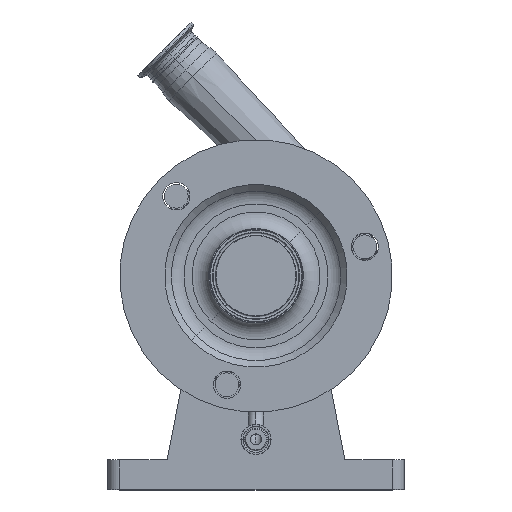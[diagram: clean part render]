
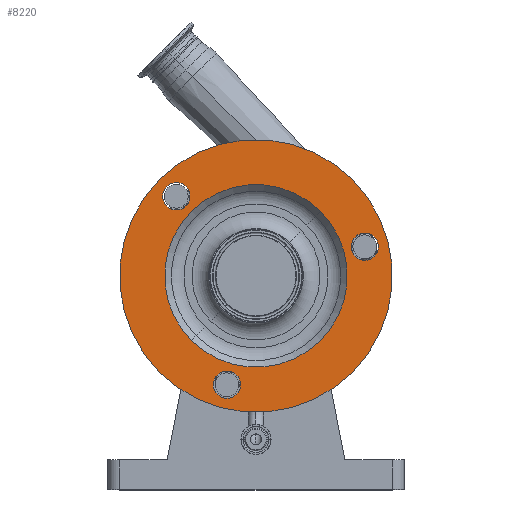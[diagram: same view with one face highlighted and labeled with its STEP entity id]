
A CAD part, top view. The second image highlights one B-rep face of the part: STEP entity #8220.
In plain terms, the highlighted planar face has unit normal (0, 0, 1).
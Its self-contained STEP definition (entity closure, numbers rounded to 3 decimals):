
#819 = CARTESIAN_POINT ( 'NONE',  ( -75.307, 59.043, 215. ) ) ;
#820 = CARTESIAN_POINT ( 'NONE',  ( -35.696, -88.787, 215. ) ) ;
#825 = CARTESIAN_POINT ( 'NONE',  ( -13.48, -94.739, 215. ) ) ;
#959 = CARTESIAN_POINT ( 'NONE',  ( 81.317, 81.317, 215. ) ) ;
#1017 = CIRCLE ( 'NONE', #1079, 11.5 ) ;
#1068 = DIRECTION ( 'NONE',  ( 0.707, 0.707, 0. ) ) ;
#1069 = DIRECTION ( 'NONE',  ( 0., 0., 1. ) ) ;
#1070 = CIRCLE ( 'NONE', #1091, 11.5 ) ;
#1071 = CARTESIAN_POINT ( 'NONE',  ( -81.317, -81.317, 215. ) ) ;
#1077 = CARTESIAN_POINT ( 'NONE',  ( -59.043, 75.307, 215. ) ) ;
#1078 = CARTESIAN_POINT ( 'NONE',  ( -67.175, 67.175, 215. ) ) ;
#1079 = AXIS2_PLACEMENT_3D ( 'NONE', #1078, #1069, #1068 ) ;
#1089 = DIRECTION ( 'NONE',  ( -0.966, 0.259, 0. ) ) ;
#1090 = DIRECTION ( 'NONE',  ( 0., 0., 1. ) ) ;
#1091 = AXIS2_PLACEMENT_3D ( 'NONE', #1104, #1090, #1089 ) ;
#1094 = AXIS2_PLACEMENT_3D ( 'NONE', #1148, #1147, #1145 ) ;
#1095 = CARTESIAN_POINT ( 'NONE',  ( -54.447, -54.447, 215. ) ) ;
#1104 = CARTESIAN_POINT ( 'NONE',  ( -24.588, -91.763, 215. ) ) ;
#1119 = CIRCLE ( 'NONE', #1094, 77. ) ;
#1130 = CARTESIAN_POINT ( 'NONE',  ( 54.447, 54.447, 215. ) ) ;
#1145 = DIRECTION ( 'NONE',  ( 0.707, 0.707, 0. ) ) ;
#1147 = DIRECTION ( 'NONE',  ( 0., 0., 1. ) ) ;
#1148 = CARTESIAN_POINT ( 'NONE',  ( 0., 0., 215. ) ) ;
#1239 = DIRECTION ( 'NONE',  ( 0.707, 0.707, 0. ) ) ;
#1240 = DIRECTION ( 'NONE',  ( 0., 0., 1. ) ) ;
#1247 = CIRCLE ( 'NONE', #1248, 115. ) ;
#1248 = AXIS2_PLACEMENT_3D ( 'NONE', #1251, #1240, #1239 ) ;
#1251 = CARTESIAN_POINT ( 'NONE',  ( 0., 0., 215. ) ) ;
#1705 = CARTESIAN_POINT ( 'NONE',  ( 94.739, 13.48, 215. ) ) ;
#1728 = CARTESIAN_POINT ( 'NONE',  ( 88.787, 35.696, 215. ) ) ;
#1740 = DIRECTION ( 'NONE',  ( 0.259, -0.966, 0. ) ) ;
#1741 = DIRECTION ( 'NONE',  ( 0., 0., 1. ) ) ;
#1742 = CARTESIAN_POINT ( 'NONE',  ( 91.763, 24.588, 215. ) ) ;
#1757 = AXIS2_PLACEMENT_3D ( 'NONE', #1742, #1741, #1740 ) ;
#1761 = CIRCLE ( 'NONE', #1757, 11.5 ) ;
#4958 = ORIENTED_EDGE ( 'NONE', *, *, #24111, .F. ) ;
#7119 = EDGE_CURVE ( 'NONE', #23932, #23911, #15612, .T. ) ;
#7188 = EDGE_LOOP ( 'NONE', ( #11364, #4958 ) ) ;
#7244 = ORIENTED_EDGE ( 'NONE', *, *, #23951, .T. ) ;
#7360 = EDGE_CURVE ( 'NONE', #24102, #24096, #15553, .T. ) ;
#7365 = EDGE_LOOP ( 'NONE', ( #8883, #9059 ) ) ;
#7370 = EDGE_LOOP ( 'NONE', ( #7244, #9123 ) ) ;
#7404 = ORIENTED_EDGE ( 'NONE', *, *, #7530, .F. ) ;
#7411 = EDGE_LOOP ( 'NONE', ( #7520, #7680 ) ) ;
#7420 = EDGE_CURVE ( 'NONE', #23895, #23869, #15586, .T. ) ;
#7451 = EDGE_LOOP ( 'NONE', ( #7404, #7667 ) ) ;
#7520 = ORIENTED_EDGE ( 'NONE', *, *, #8180, .F. ) ;
#7530 = EDGE_CURVE ( 'NONE', #23891, #23823, #15642, .T. ) ;
#7667 = ORIENTED_EDGE ( 'NONE', *, *, #23889, .F. ) ;
#7680 = ORIENTED_EDGE ( 'NONE', *, *, #23907, .F. ) ;
#8180 = EDGE_CURVE ( 'NONE', #23822, #23819, #15632, .T. ) ;
#8220 = ADVANCED_FACE ( 'NONE', ( #15649, #15721, #15718, #15717, #15716 ), #15720, .F. ) ;
#8883 = ORIENTED_EDGE ( 'NONE', *, *, #7119, .F. ) ;
#9059 = ORIENTED_EDGE ( 'NONE', *, *, #23912, .F. ) ;
#9123 = ORIENTED_EDGE ( 'NONE', *, *, #7420, .T. ) ;
#11364 = ORIENTED_EDGE ( 'NONE', *, *, #7360, .F. ) ;
#15553 = CIRCLE ( 'NONE', #15596, 11.5 ) ;
#15570 = CARTESIAN_POINT ( 'NONE',  ( 0., 0., 215. ) ) ;
#15584 = AXIS2_PLACEMENT_3D ( 'NONE', #15595, #15647, #15646 ) ;
#15586 = CIRCLE ( 'NONE', #15584, 115. ) ;
#15588 = DIRECTION ( 'NONE',  ( 0.259, -0.966, 0. ) ) ;
#15589 = DIRECTION ( 'NONE',  ( 0., 0., 1. ) ) ;
#15591 = CARTESIAN_POINT ( 'NONE',  ( 91.763, 24.588, 215. ) ) ;
#15595 = CARTESIAN_POINT ( 'NONE',  ( 0., 0., 215. ) ) ;
#15596 = AXIS2_PLACEMENT_3D ( 'NONE', #15591, #15589, #15588 ) ;
#15601 = DIRECTION ( 'NONE',  ( 0.707, 0.707, 0. ) ) ;
#15602 = DIRECTION ( 'NONE',  ( 0., 0., 1. ) ) ;
#15606 = AXIS2_PLACEMENT_3D ( 'NONE', #15570, #15602, #15601 ) ;
#15612 = CIRCLE ( 'NONE', #15606, 77. ) ;
#15623 = CARTESIAN_POINT ( 'NONE',  ( -24.588, -91.763, 215. ) ) ;
#15626 = CARTESIAN_POINT ( 'NONE',  ( -27.577, 27.577, 215. ) ) ;
#15632 = CIRCLE ( 'NONE', #15654, 11.5 ) ;
#15638 = DIRECTION ( 'NONE',  ( 0.707, 0.707, 0. ) ) ;
#15639 = DIRECTION ( 'NONE',  ( 0., 0., 1. ) ) ;
#15640 = CARTESIAN_POINT ( 'NONE',  ( -67.175, 67.175, 215. ) ) ;
#15641 = AXIS2_PLACEMENT_3D ( 'NONE', #15640, #15639, #15638 ) ;
#15642 = CIRCLE ( 'NONE', #15641, 11.5 ) ;
#15646 = DIRECTION ( 'NONE',  ( 0.707, 0.707, 0. ) ) ;
#15647 = DIRECTION ( 'NONE',  ( 0., 0., 1. ) ) ;
#15649 = FACE_BOUND ( 'NONE', #7188, .T. ) ;
#15654 = AXIS2_PLACEMENT_3D ( 'NONE', #15623, #15725, #15724 ) ;
#15711 = DIRECTION ( 'NONE',  ( -0.707, -0.707, 0. ) ) ;
#15714 = AXIS2_PLACEMENT_3D ( 'NONE', #15626, #15723, #15711 ) ;
#15716 = FACE_BOUND ( 'NONE', #7365, .T. ) ;
#15717 = FACE_OUTER_BOUND ( 'NONE', #7370, .T. ) ;
#15718 = FACE_BOUND ( 'NONE', #7451, .T. ) ;
#15720 = PLANE ( 'NONE',  #15714 ) ;
#15721 = FACE_BOUND ( 'NONE', #7411, .T. ) ;
#15723 = DIRECTION ( 'NONE',  ( 0., 0., -1. ) ) ;
#15724 = DIRECTION ( 'NONE',  ( -0.966, 0.259, 0. ) ) ;
#15725 = DIRECTION ( 'NONE',  ( 0., 0., 1. ) ) ;
#23819 = VERTEX_POINT ( 'NONE', #825 ) ;
#23822 = VERTEX_POINT ( 'NONE', #820 ) ;
#23823 = VERTEX_POINT ( 'NONE', #819 ) ;
#23869 = VERTEX_POINT ( 'NONE', #959 ) ;
#23889 = EDGE_CURVE ( 'NONE', #23823, #23891, #1017, .T. ) ;
#23891 = VERTEX_POINT ( 'NONE', #1077 ) ;
#23895 = VERTEX_POINT ( 'NONE', #1071 ) ;
#23907 = EDGE_CURVE ( 'NONE', #23819, #23822, #1070, .T. ) ;
#23911 = VERTEX_POINT ( 'NONE', #1095 ) ;
#23912 = EDGE_CURVE ( 'NONE', #23911, #23932, #1119, .T. ) ;
#23932 = VERTEX_POINT ( 'NONE', #1130 ) ;
#23951 = EDGE_CURVE ( 'NONE', #23869, #23895, #1247, .T. ) ;
#24096 = VERTEX_POINT ( 'NONE', #1728 ) ;
#24102 = VERTEX_POINT ( 'NONE', #1705 ) ;
#24111 = EDGE_CURVE ( 'NONE', #24096, #24102, #1761, .T. ) ;
